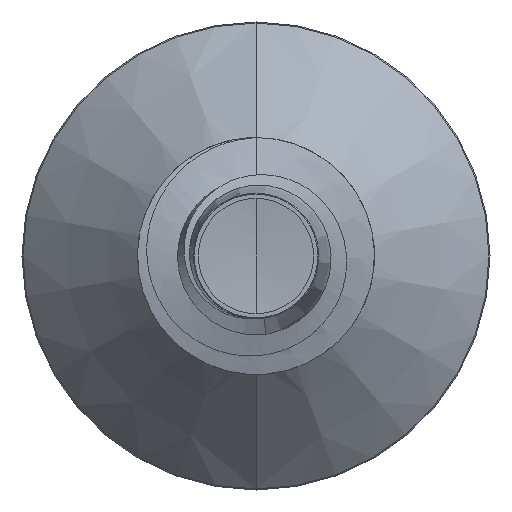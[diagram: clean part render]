
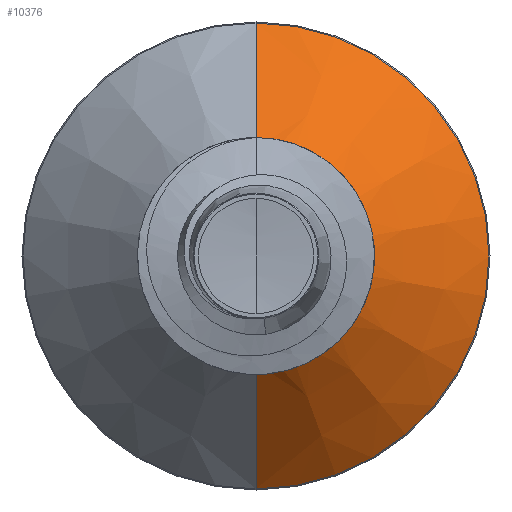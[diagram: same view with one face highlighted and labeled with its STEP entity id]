
A CAD part, front view. The second image highlights one B-rep face of the part: STEP entity #10376.
In plain terms, the highlighted conical face has half-angle 45 degrees and reference radius 3.632 mm.
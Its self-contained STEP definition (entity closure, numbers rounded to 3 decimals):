
#326 = FACE_OUTER_BOUND ( 'NONE', #463, .T. ) ;
#402 = AXIS2_PLACEMENT_3D ( 'NONE', #9418, #16962, #10772 ) ;
#447 = CIRCLE ( 'NONE', #402, 3.632 ) ;
#463 = EDGE_LOOP ( 'NONE', ( #14809, #2247, #2911, #17153 ) ) ;
#474 = DIRECTION ( 'NONE',  ( 0., 0.707, 0.707 ) ) ;
#2247 = ORIENTED_EDGE ( 'NONE', *, *, #10513, .T. ) ;
#2911 = ORIENTED_EDGE ( 'NONE', *, *, #16128, .F. ) ;
#4683 = AXIS2_PLACEMENT_3D ( 'NONE', #15365, #15376, #15353 ) ;
#6815 = CARTESIAN_POINT ( 'NONE',  ( 0., 17.282, 3.632 ) ) ;
#7169 = CIRCLE ( 'NONE', #12756, 7.865 ) ;
#8412 = CARTESIAN_POINT ( 'NONE',  ( 0., 21.515, 0. ) ) ;
#8714 = VERTEX_POINT ( 'NONE', #15923 ) ;
#9323 = VECTOR ( 'NONE', #15150, 1000. ) ;
#9418 = CARTESIAN_POINT ( 'NONE',  ( 0., 17.282, 0. ) ) ;
#9836 = DIRECTION ( 'NONE',  ( 0., 0., 1. ) ) ;
#10136 = CONICAL_SURFACE ( 'NONE', #4683, 3.632, 0.785 ) ;
#10299 = VECTOR ( 'NONE', #474, 1000. ) ;
#10376 = ADVANCED_FACE ( 'NONE', ( #326 ), #10136, .T. ) ;
#10479 = VERTEX_POINT ( 'NONE', #15213 ) ;
#10513 = EDGE_CURVE ( 'NONE', #12067, #8714, #12486, .T. ) ;
#10772 = DIRECTION ( 'NONE',  ( 0., 0., 1. ) ) ;
#12067 = VERTEX_POINT ( 'NONE', #15463 ) ;
#12486 = LINE ( 'NONE', #15198, #9323 ) ;
#12756 = AXIS2_PLACEMENT_3D ( 'NONE', #8412, #16501, #9836 ) ;
#14413 = EDGE_CURVE ( 'NONE', #16147, #10479, #17238, .T. ) ;
#14809 = ORIENTED_EDGE ( 'NONE', *, *, #15133, .T. ) ;
#15133 = EDGE_CURVE ( 'NONE', #16147, #12067, #447, .T. ) ;
#15150 = DIRECTION ( 'NONE',  ( 0., 0.707, -0.707 ) ) ;
#15198 = CARTESIAN_POINT ( 'NONE',  ( 0., 17.282, -3.632 ) ) ;
#15213 = CARTESIAN_POINT ( 'NONE',  ( 0., 21.515, 7.865 ) ) ;
#15262 = CARTESIAN_POINT ( 'NONE',  ( 0., 17.282, 3.632 ) ) ;
#15353 = DIRECTION ( 'NONE',  ( 0., 0., 1. ) ) ;
#15365 = CARTESIAN_POINT ( 'NONE',  ( 0., 17.282, 0. ) ) ;
#15376 = DIRECTION ( 'NONE',  ( 0., 1., 0. ) ) ;
#15463 = CARTESIAN_POINT ( 'NONE',  ( 0., 17.282, -3.632 ) ) ;
#15923 = CARTESIAN_POINT ( 'NONE',  ( 0., 21.515, -7.865 ) ) ;
#16128 = EDGE_CURVE ( 'NONE', #10479, #8714, #7169, .T. ) ;
#16147 = VERTEX_POINT ( 'NONE', #6815 ) ;
#16501 = DIRECTION ( 'NONE',  ( 0., 1., 0. ) ) ;
#16962 = DIRECTION ( 'NONE',  ( 0., 1., 0. ) ) ;
#17153 = ORIENTED_EDGE ( 'NONE', *, *, #14413, .F. ) ;
#17238 = LINE ( 'NONE', #15262, #10299 ) ;
